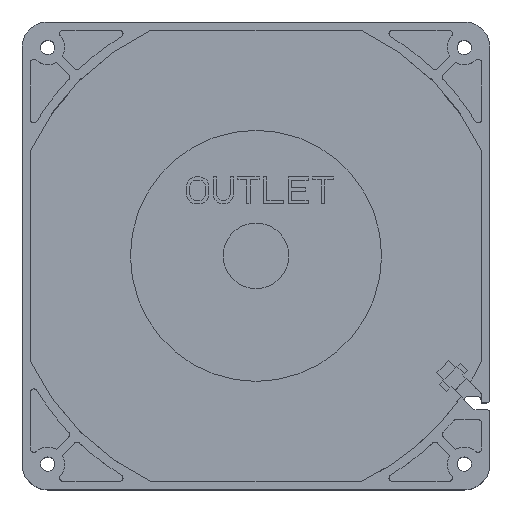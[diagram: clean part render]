
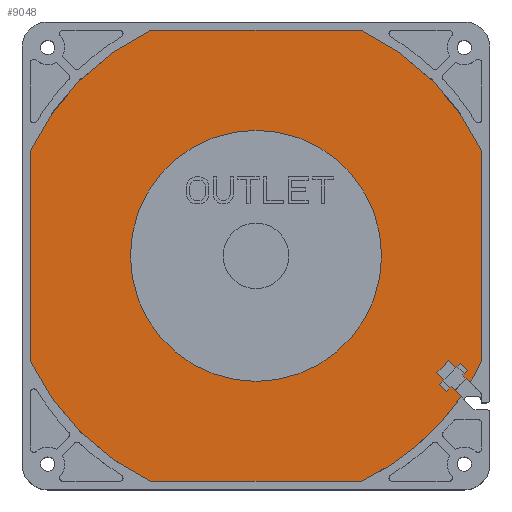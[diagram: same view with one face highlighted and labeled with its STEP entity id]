
A CAD part, top view. The second image highlights one B-rep face of the part: STEP entity #9048.
In plain terms, the highlighted planar face has unit normal (0, 0, 1).
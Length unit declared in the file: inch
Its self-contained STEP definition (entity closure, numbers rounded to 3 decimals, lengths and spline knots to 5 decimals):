
#1=CARTESIAN_POINT('',(-31.42553,-67.35,-0.1));
#9=CARTESIAN_POINT('',(-67.35,-31.42553,-0.1));
#11=DIRECTION('',(1.,0.,0.));
#12=VECTOR('',#11,62.85105);
#13=CARTESIAN_POINT('',(-31.42553,-67.35,-0.1));
#14=LINE('',#13,#12);
#15=DIRECTION('',(0.707,-0.707,0.));
#16=VECTOR('',#15,3.);
#17=CARTESIAN_POINT('',(54.01447,-34.86886,-0.1));
#18=LINE('',#17,#16);
#19=DIRECTION('',(-0.707,-0.707,0.));
#20=VECTOR('',#19,2.);
#21=CARTESIAN_POINT('',(56.13579,-36.99018,-0.1));
#22=LINE('',#21,#20);
#23=DIRECTION('',(0.707,-0.707,0.));
#24=VECTOR('',#23,3.);
#25=CARTESIAN_POINT('',(54.72157,-38.40439,-0.1));
#26=LINE('',#25,#24);
#27=DIRECTION('',(0.707,0.707,0.));
#28=VECTOR('',#27,2.);
#29=CARTESIAN_POINT('',(56.84289,-40.52571,-0.1));
#30=LINE('',#29,#28);
#31=DIRECTION('',(0.707,-0.707,0.));
#32=VECTOR('',#31,4.22758);
#33=CARTESIAN_POINT('',(58.25711,-39.1115,-0.1));
#34=LINE('',#33,#32);
#35=CARTESIAN_POINT('',(0.,0.,-0.1));
#36=DIRECTION('',(0.,0.,-1.));
#37=DIRECTION('',(0.824,-0.566,0.));
#38=AXIS2_PLACEMENT_3D('',#35,#36,#37);
#40=CARTESIAN_POINT('',(0.,0.,-0.1));
#41=DIRECTION('',(0.,0.,-1.));
#42=DIRECTION('',(-0.423,-0.906,0.));
#43=AXIS2_PLACEMENT_3D('',#40,#41,#42);
#45=CARTESIAN_POINT('',(0.,0.,-0.1));
#46=DIRECTION('',(0.,0.,-1.));
#47=DIRECTION('',(-0.906,0.423,0.));
#48=AXIS2_PLACEMENT_3D('',#45,#46,#47);
#50=CARTESIAN_POINT('',(0.,0.,-0.1));
#51=DIRECTION('',(0.,0.,-1.));
#52=DIRECTION('',(0.423,0.906,0.));
#53=AXIS2_PLACEMENT_3D('',#50,#51,#52);
#55=CARTESIAN_POINT('',(0.,0.,-0.1));
#56=DIRECTION('',(0.,0.,-1.));
#57=DIRECTION('',(0.906,-0.423,0.));
#58=AXIS2_PLACEMENT_3D('',#55,#56,#57);
#60=DIRECTION('',(-0.707,0.707,0.));
#61=VECTOR('',#60,3.12172);
#62=CARTESIAN_POINT('',(64.00003,-37.78336,-0.1));
#63=LINE('',#62,#61);
#64=DIRECTION('',(0.707,0.707,0.));
#65=VECTOR('',#64,2.);
#66=CARTESIAN_POINT('',(61.79264,-35.57596,-0.1));
#67=LINE('',#66,#65);
#68=DIRECTION('',(-0.707,0.707,0.));
#69=VECTOR('',#68,3.);
#70=CARTESIAN_POINT('',(63.20685,-34.16175,-0.1));
#71=LINE('',#70,#69);
#72=DIRECTION('',(-0.707,-0.707,0.));
#73=VECTOR('',#72,2.);
#74=CARTESIAN_POINT('',(61.08553,-32.04043,-0.1));
#75=LINE('',#74,#73);
#76=DIRECTION('',(-0.707,0.707,0.));
#77=VECTOR('',#76,3.);
#78=CARTESIAN_POINT('',(59.67132,-33.45464,-0.1));
#79=LINE('',#78,#77);
#80=DIRECTION('',(-0.707,-0.707,0.));
#81=VECTOR('',#80,5.);
#82=CARTESIAN_POINT('',(57.55,-31.33332,-0.1));
#83=LINE('',#82,#81);
#84=CARTESIAN_POINT('',(0.,0.,-0.1));
#85=DIRECTION('',(0.,0.,1.));
#86=DIRECTION('',(1.,0.,0.));
#87=AXIS2_PLACEMENT_3D('',#84,#85,#86);
#89=CARTESIAN_POINT('',(0.,0.,-0.1));
#90=DIRECTION('',(0.,0.,1.));
#91=DIRECTION('',(-1.,0.,0.));
#92=AXIS2_PLACEMENT_3D('',#89,#90,#91);
#170=CARTESIAN_POINT('',(64.00003,-37.78336,
-0.1));
#2185=CARTESIAN_POINT('',(61.24583,-42.10148,
-0.1));
#2193=CARTESIAN_POINT('',(31.42553,-67.35,-0.1));
#3376=DIRECTION('',(0.,1.,0.));
#3377=VECTOR('',#3376,62.85105);
#3378=CARTESIAN_POINT('',(67.35,-31.42553,-0.1));
#3379=LINE('',#3378,#3377);
#3390=DIRECTION('',(-1.,0.,0.));
#3391=VECTOR('',#3390,62.85105);
#3392=CARTESIAN_POINT('',(31.42553,67.35,-0.1));
#3393=LINE('',#3392,#3391);
#3404=DIRECTION('',(0.,-1.,0.));
#3405=VECTOR('',#3404,62.85105);
#3406=CARTESIAN_POINT('',(-67.35,31.42553,-0.1));
#3407=LINE('',#3406,#3405);
#6954=VERTEX_POINT('',#1);
#6958=VERTEX_POINT('',#9);
#6959=VERTEX_POINT('',#2185);
#6963=VERTEX_POINT('',#2193);
#6964=VERTEX_POINT('',#170);
#6966=CARTESIAN_POINT('',(67.35,-31.42553,
-0.1));
#6967=VERTEX_POINT('',#6966);
#6973=CARTESIAN_POINT('',(54.01447,-34.86886,
-0.1));
#6974=CARTESIAN_POINT('',(56.13579,-36.99018,
-0.1));
#6975=VERTEX_POINT('',#6973);
#6976=VERTEX_POINT('',#6974);
#6977=CARTESIAN_POINT('',(54.72157,-38.40439,
-0.1));
#6978=VERTEX_POINT('',#6977);
#6979=CARTESIAN_POINT('',(56.84289,-40.52571,
-0.1));
#6980=VERTEX_POINT('',#6979);
#6981=CARTESIAN_POINT('',(58.25711,-39.1115,
-0.1));
#6982=VERTEX_POINT('',#6981);
#6983=CARTESIAN_POINT('',(-67.35,31.42553,-0.1));
#6984=VERTEX_POINT('',#6983);
#6985=CARTESIAN_POINT('',(-31.42553,67.35,
-0.1));
#6986=VERTEX_POINT('',#6985);
#6987=CARTESIAN_POINT('',(31.42553,67.35,-0.1));
#6988=VERTEX_POINT('',#6987);
#6989=CARTESIAN_POINT('',(67.35,31.42553,
-0.1));
#6990=VERTEX_POINT('',#6989);
#6991=CARTESIAN_POINT('',(61.79264,-35.57596,
-0.1));
#6992=VERTEX_POINT('',#6991);
#6993=CARTESIAN_POINT('',(63.20685,-34.16175,
-0.1));
#6994=VERTEX_POINT('',#6993);
#6995=CARTESIAN_POINT('',(61.08553,-32.04043,
-0.1));
#6996=VERTEX_POINT('',#6995);
#6997=CARTESIAN_POINT('',(59.67132,-33.45464,
-0.1));
#6998=VERTEX_POINT('',#6997);
#6999=CARTESIAN_POINT('',(57.55,-31.33332,-0.1));
#7000=VERTEX_POINT('',#6999);
#7001=CARTESIAN_POINT('',(37.5,0.,-0.1));
#7002=CARTESIAN_POINT('',(-37.5,0.,-0.1));
#7003=VERTEX_POINT('',#7001);
#7004=VERTEX_POINT('',#7002);
#8997=CARTESIAN_POINT('',(0.,0.,-0.1));
#8998=DIRECTION('',(0.,0.,1.));
#8999=DIRECTION('',(-1.,0.,0.));
#9000=AXIS2_PLACEMENT_3D('',#8997,#8998,#8999);
#9001=PLANE('',#9000);
#9003=ORIENTED_EDGE('',*,*,#9002,.T.);
#9005=ORIENTED_EDGE('',*,*,#9004,.T.);
#9007=ORIENTED_EDGE('',*,*,#9006,.T.);
#9009=ORIENTED_EDGE('',*,*,#9008,.T.);
#9011=ORIENTED_EDGE('',*,*,#9010,.T.);
#9013=ORIENTED_EDGE('',*,*,#9012,.T.);
#9014=ORIENTED_EDGE('',*,*,#8988,.F.);
#9015=ORIENTED_EDGE('',*,*,#8977,.T.);
#9017=ORIENTED_EDGE('',*,*,#9016,.F.);
#9019=ORIENTED_EDGE('',*,*,#9018,.T.);
#9021=ORIENTED_EDGE('',*,*,#9020,.F.);
#9023=ORIENTED_EDGE('',*,*,#9022,.T.);
#9025=ORIENTED_EDGE('',*,*,#9024,.F.);
#9027=ORIENTED_EDGE('',*,*,#9026,.T.);
#9029=ORIENTED_EDGE('',*,*,#9028,.T.);
#9031=ORIENTED_EDGE('',*,*,#9030,.T.);
#9033=ORIENTED_EDGE('',*,*,#9032,.T.);
#9035=ORIENTED_EDGE('',*,*,#9034,.T.);
#9037=ORIENTED_EDGE('',*,*,#9036,.T.);
#9039=ORIENTED_EDGE('',*,*,#9038,.T.);
#9040=EDGE_LOOP('',(#9003,#9005,#9007,#9009,#9011,#9013,#9014,#9015,#9017,#9019,
#9021,#9023,#9025,#9027,#9029,#9031,#9033,#9035,#9037,#9039));
#9041=FACE_OUTER_BOUND('',#9040,.F.);
#9043=ORIENTED_EDGE('',*,*,#9042,.T.);
#9045=ORIENTED_EDGE('',*,*,#9044,.T.);
#9046=EDGE_LOOP('',(#9043,#9045));
#9047=FACE_BOUND('',#9046,.F.);
#9048=ADVANCED_FACE('',(#9041,#9047),#9001,.T.);
#39=CIRCLE('',#38,74.32083);
#44=CIRCLE('',#43,74.32083);
#49=CIRCLE('',#48,74.32083);
#54=CIRCLE('',#53,74.32083);
#59=CIRCLE('',#58,74.32083);
#88=CIRCLE('',#87,37.5);
#93=CIRCLE('',#92,37.5);
#8977=EDGE_CURVE('',#6954,#6958,#44,.T.);
#8988=EDGE_CURVE('',#6954,#6963,#14,.T.);
#9002=EDGE_CURVE('',#6975,#6976,#18,.T.);
#9004=EDGE_CURVE('',#6976,#6978,#22,.T.);
#9006=EDGE_CURVE('',#6978,#6980,#26,.T.);
#9008=EDGE_CURVE('',#6980,#6982,#30,.T.);
#9010=EDGE_CURVE('',#6982,#6959,#34,.T.);
#9012=EDGE_CURVE('',#6959,#6963,#39,.T.);
#9016=EDGE_CURVE('',#6984,#6958,#3407,.T.);
#9018=EDGE_CURVE('',#6984,#6986,#49,.T.);
#9020=EDGE_CURVE('',#6988,#6986,#3393,.T.);
#9022=EDGE_CURVE('',#6988,#6990,#54,.T.);
#9024=EDGE_CURVE('',#6967,#6990,#3379,.T.);
#9026=EDGE_CURVE('',#6967,#6964,#59,.T.);
#9028=EDGE_CURVE('',#6964,#6992,#63,.T.);
#9030=EDGE_CURVE('',#6992,#6994,#67,.T.);
#9032=EDGE_CURVE('',#6994,#6996,#71,.T.);
#9034=EDGE_CURVE('',#6996,#6998,#75,.T.);
#9036=EDGE_CURVE('',#6998,#7000,#79,.T.);
#9038=EDGE_CURVE('',#7000,#6975,#83,.T.);
#9042=EDGE_CURVE('',#7003,#7004,#88,.T.);
#9044=EDGE_CURVE('',#7004,#7003,#93,.T.);
